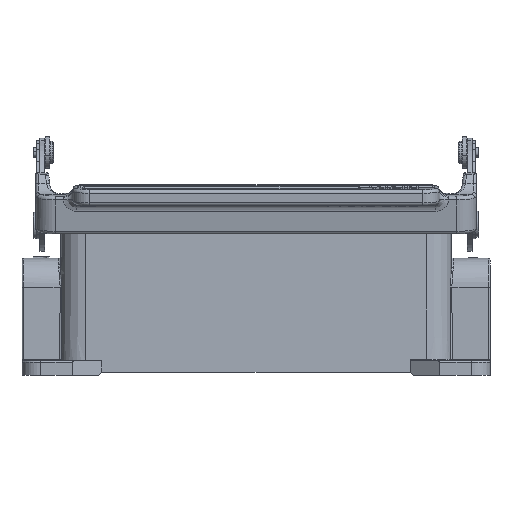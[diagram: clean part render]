
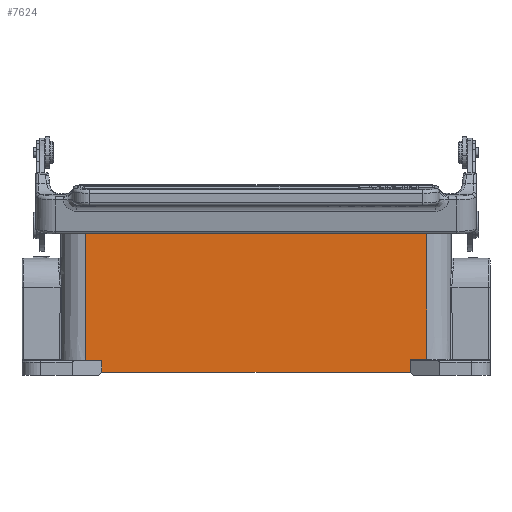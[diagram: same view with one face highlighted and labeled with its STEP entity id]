
A CAD part, left-side view. The second image highlights one B-rep face of the part: STEP entity #7624.
In plain terms, the highlighted planar face has unit normal (-1, 0, 0.009).
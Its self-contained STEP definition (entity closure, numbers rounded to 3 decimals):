
#2841=LINE('',#44161,#4580);
#2896=LINE('',#44564,#4635);
#2901=LINE('',#44578,#4640);
#2909=LINE('',#44607,#4648);
#2912=LINE('',#44614,#4651);
#3053=LINE('',#45316,#4792);
#3068=LINE('',#45444,#4807);
#3071=LINE('',#45469,#4810);
#3072=LINE('',#45471,#4811);
#3073=LINE('',#45473,#4812);
#3074=LINE('',#45474,#4813);
#3075=LINE('',#45476,#4814);
#4580=VECTOR('',#31566,1.);
#4635=VECTOR('',#31781,1.);
#4640=VECTOR('',#31794,1.);
#4648=VECTOR('',#31820,1.);
#4651=VECTOR('',#31825,1.);
#4792=VECTOR('',#32208,1.);
#4807=VECTOR('',#32263,1.);
#4810=VECTOR('',#32292,1.);
#4811=VECTOR('',#32295,1.);
#4812=VECTOR('',#32296,1.);
#4813=VECTOR('',#32297,1.);
#4814=VECTOR('',#32298,1.);
#7624=ADVANCED_FACE('',(#9491),#8264,.T.);
#8264=PLANE('',#26643);
#9491=FACE_OUTER_BOUND('',#10965,.T.);
#10965=EDGE_LOOP('',(#17806,#17807,#17808,#17809,#17810,#17811,#17812,#17813,
#17814,#17815,#17816,#17817));
#17806=ORIENTED_EDGE('',*,*,#23868,.T.);
#17807=ORIENTED_EDGE('',*,*,#23880,.T.);
#17808=ORIENTED_EDGE('',*,*,#23881,.T.);
#17809=ORIENTED_EDGE('',*,*,#23466,.T.);
#17810=ORIENTED_EDGE('',*,*,#23882,.F.);
#17811=ORIENTED_EDGE('',*,*,#23883,.T.);
#17812=ORIENTED_EDGE('',*,*,#23584,.T.);
#17813=ORIENTED_EDGE('',*,*,#23591,.F.);
#17814=ORIENTED_EDGE('',*,*,#23603,.F.);
#17815=ORIENTED_EDGE('',*,*,#23606,.T.);
#17816=ORIENTED_EDGE('',*,*,#23837,.T.);
#17817=ORIENTED_EDGE('',*,*,#23879,.T.);
#20090=VERTEX_POINT('',#44160);
#20091=VERTEX_POINT('',#44162);
#20168=VERTEX_POINT('',#44563);
#20169=VERTEX_POINT('',#44565);
#20173=VERTEX_POINT('',#44577);
#20180=VERTEX_POINT('',#44608);
#20182=VERTEX_POINT('',#44613);
#20335=VERTEX_POINT('',#45315);
#20351=VERTEX_POINT('',#45443);
#20352=VERTEX_POINT('',#45445);
#20357=VERTEX_POINT('',#45472);
#20358=VERTEX_POINT('',#45475);
#23466=EDGE_CURVE('',#20091,#20090,#2841,.T.);
#23584=EDGE_CURVE('',#20169,#20168,#2896,.T.);
#23591=EDGE_CURVE('',#20173,#20168,#2901,.T.);
#23603=EDGE_CURVE('',#20180,#20173,#2909,.T.);
#23606=EDGE_CURVE('',#20180,#20182,#2912,.T.);
#23837=EDGE_CURVE('',#20182,#20335,#3053,.T.);
#23868=EDGE_CURVE('',#20352,#20351,#3068,.T.);
#23879=EDGE_CURVE('',#20335,#20352,#3071,.T.);
#23880=EDGE_CURVE('',#20351,#20357,#3072,.T.);
#23881=EDGE_CURVE('',#20357,#20091,#3073,.T.);
#23882=EDGE_CURVE('',#20358,#20090,#3074,.T.);
#23883=EDGE_CURVE('',#20358,#20169,#3075,.T.);
#26643=AXIS2_PLACEMENT_3D('',#45477,#32299,#32300);
#31566=DIRECTION('',(0.,1.,0.));
#31781=DIRECTION('',(-0.009,0.,-1.));
#31794=DIRECTION('',(0.,1.,0.));
#31820=DIRECTION('',(0.009,0.,1.));
#31825=DIRECTION('',(0.,-1.,0.));
#32208=DIRECTION('',(0.009,0.,1.));
#32263=DIRECTION('',(0.009,0.,1.));
#32292=DIRECTION('',(0.,-1.,0.));
#32295=DIRECTION('',(0.,1.,0.));
#32296=DIRECTION('',(-0.009,0.,-1.));
#32297=DIRECTION('',(-0.009,0.,-1.));
#32298=DIRECTION('',(0.,1.,0.));
#32299=DIRECTION('',(-1.,0.,0.009));
#32300=DIRECTION('',(0.,1.,0.));
#44160=CARTESIAN_POINT('',(-21.526,1.6,48.));
#44161=CARTESIAN_POINT('',(-21.526,-1.6,48.));
#44162=CARTESIAN_POINT('',(-21.526,-1.6,48.));
#44563=CARTESIAN_POINT('',(-21.906,52.5,4.5));
#44564=CARTESIAN_POINT('',(-21.5,52.5,51.));
#44565=CARTESIAN_POINT('',(-21.5,52.5,51.));
#44577=CARTESIAN_POINT('',(-21.906,47.5,4.5));
#44578=CARTESIAN_POINT('',(-21.906,47.5,4.5));
#44607=CARTESIAN_POINT('',(-21.936,47.5,1.));
#44608=CARTESIAN_POINT('',(-21.936,47.5,1.));
#44613=CARTESIAN_POINT('',(-21.936,-47.5,1.));
#44614=CARTESIAN_POINT('',(-21.936,47.5,1.));
#45315=CARTESIAN_POINT('',(-21.901,-47.5,4.996));
#45316=CARTESIAN_POINT('',(-21.936,-47.5,1.));
#45443=CARTESIAN_POINT('',(-21.5,-52.5,51.));
#45444=CARTESIAN_POINT('',(-21.901,-52.5,4.996));
#45445=CARTESIAN_POINT('',(-21.901,-52.5,4.996));
#45469=CARTESIAN_POINT('',(-21.901,-47.5,4.996));
#45471=CARTESIAN_POINT('',(-21.5,-52.5,51.));
#45472=CARTESIAN_POINT('',(-21.5,-1.6,51.));
#45473=CARTESIAN_POINT('',(-21.5,-1.6,51.));
#45474=CARTESIAN_POINT('',(-21.5,1.6,51.));
#45475=CARTESIAN_POINT('',(-21.5,1.6,51.));
#45476=CARTESIAN_POINT('',(-21.5,1.6,51.));
#45477=CARTESIAN_POINT('',(-21.5,55.148,51.));
